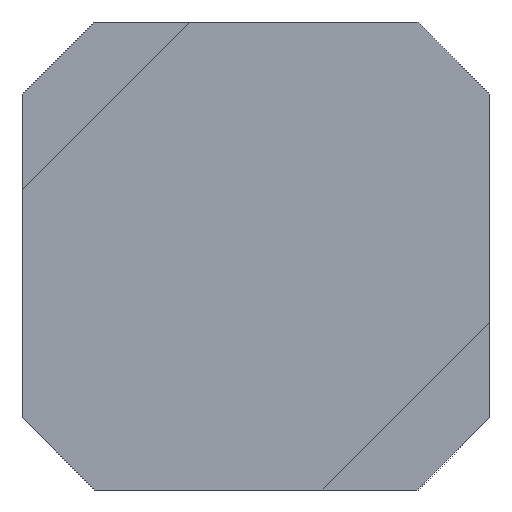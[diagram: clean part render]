
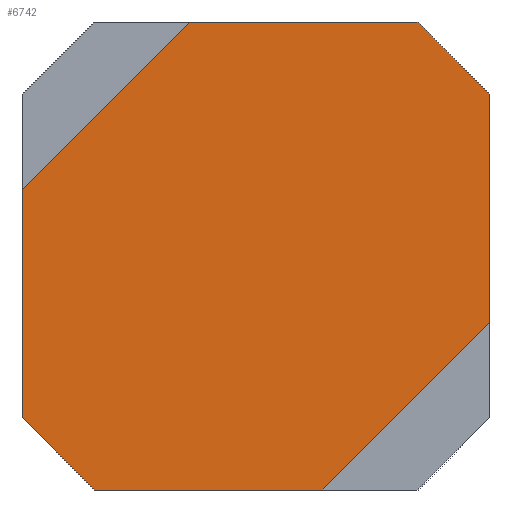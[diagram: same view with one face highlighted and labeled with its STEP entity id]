
A CAD part, front view. The second image highlights one B-rep face of the part: STEP entity #6742.
In plain terms, the highlighted planar face has unit normal (0, -1, 0).
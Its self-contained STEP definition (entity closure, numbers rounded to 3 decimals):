
#32 = CARTESIAN_POINT ( 'NONE',  ( -1.479, 0., 5.2 ) ) ;
#427 = DIRECTION ( 'NONE',  ( -0.707, 0., 0.707 ) ) ;
#436 = LINE ( 'NONE', #8043, #10627 ) ;
#438 = CARTESIAN_POINT ( 'NONE',  ( -5.2, 0., 1.479 ) ) ;
#573 = CARTESIAN_POINT ( 'NONE',  ( 5.2, 0., -1.479 ) ) ;
#679 = VECTOR ( 'NONE', #9271, 1000. ) ;
#700 = ORIENTED_EDGE ( 'NONE', *, *, #7827, .F. ) ;
#1554 = ORIENTED_EDGE ( 'NONE', *, *, #9051, .F. ) ;
#1666 = VERTEX_POINT ( 'NONE', #8170 ) ;
#1841 = CARTESIAN_POINT ( 'NONE',  ( 8.54, 0., 1.862 ) ) ;
#1944 = VERTEX_POINT ( 'NONE', #32 ) ;
#2897 = EDGE_CURVE ( 'NONE', #13282, #10368, #14027, .T. ) ;
#3148 = DIRECTION ( 'NONE',  ( 0.707, 0., -0.707 ) ) ;
#3180 = LINE ( 'NONE', #13152, #8983 ) ;
#3194 = LINE ( 'NONE', #10467, #8993 ) ;
#3282 = VERTEX_POINT ( 'NONE', #13599 ) ;
#3337 = DIRECTION ( 'NONE',  ( 0., 0., -1. ) ) ;
#3478 = ORIENTED_EDGE ( 'NONE', *, *, #10720, .F. ) ;
#3767 = VERTEX_POINT ( 'NONE', #573 ) ;
#3853 = VECTOR ( 'NONE', #3337, 1000. ) ;
#4435 = EDGE_CURVE ( 'NONE', #3767, #1666, #12091, .T. ) ;
#4883 = ORIENTED_EDGE ( 'NONE', *, *, #4435, .F. ) ;
#5650 = FACE_OUTER_BOUND ( 'NONE', #13284, .T. ) ;
#5835 = DIRECTION ( 'NONE',  ( 0., 0., -1. ) ) ;
#6280 = AXIS2_PLACEMENT_3D ( 'NONE', #11238, #12342, #5835 ) ;
#6528 = CARTESIAN_POINT ( 'NONE',  ( 1.862, 0., 8.54 ) ) ;
#6636 = DIRECTION ( 'NONE',  ( 1., 0., 0. ) ) ;
#6742 = ADVANCED_FACE ( 'NONE', ( #5650 ), #10067, .T. ) ;
#6745 = LINE ( 'NONE', #9855, #3853 ) ;
#7354 = CARTESIAN_POINT ( 'NONE',  ( 5.2, 0., 3.6 ) ) ;
#7376 = EDGE_CURVE ( 'NONE', #1944, #7760, #10390, .T. ) ;
#7480 = VERTEX_POINT ( 'NONE', #12014 ) ;
#7717 = ORIENTED_EDGE ( 'NONE', *, *, #7376, .T. ) ;
#7760 = VERTEX_POINT ( 'NONE', #438 ) ;
#7827 = EDGE_CURVE ( 'NONE', #7480, #7760, #3194, .T. ) ;
#8043 = CARTESIAN_POINT ( 'NONE',  ( -5.2, 0., -3.6 ) ) ;
#8170 = CARTESIAN_POINT ( 'NONE',  ( 1.479, 0., -5.2 ) ) ;
#8367 = DIRECTION ( 'NONE',  ( -0.707, 0., -0.707 ) ) ;
#8375 = ORIENTED_EDGE ( 'NONE', *, *, #2897, .F. ) ;
#8983 = VECTOR ( 'NONE', #6636, 1000. ) ;
#8993 = VECTOR ( 'NONE', #13569, 1000. ) ;
#9051 = EDGE_CURVE ( 'NONE', #1666, #3282, #11871, .T. ) ;
#9215 = EDGE_CURVE ( 'NONE', #1944, #13282, #3180, .T. ) ;
#9271 = DIRECTION ( 'NONE',  ( -1., 0., 0. ) ) ;
#9687 = VECTOR ( 'NONE', #9788, 1000. ) ;
#9788 = DIRECTION ( 'NONE',  ( -0.707, 0., -0.707 ) ) ;
#9800 = ORIENTED_EDGE ( 'NONE', *, *, #14117, .F. ) ;
#9855 = CARTESIAN_POINT ( 'NONE',  ( 5.2, 0., 3.6 ) ) ;
#10067 = PLANE ( 'NONE',  #6280 ) ;
#10181 = ORIENTED_EDGE ( 'NONE', *, *, #9215, .F. ) ;
#10247 = VECTOR ( 'NONE', #8367, 1000. ) ;
#10368 = VERTEX_POINT ( 'NONE', #7354 ) ;
#10390 = LINE ( 'NONE', #6528, #9687 ) ;
#10467 = CARTESIAN_POINT ( 'NONE',  ( -5.2, 0., 3.6 ) ) ;
#10627 = VECTOR ( 'NONE', #427, 1000. ) ;
#10720 = EDGE_CURVE ( 'NONE', #10368, #3767, #6745, .T. ) ;
#11238 = CARTESIAN_POINT ( 'NONE',  ( 0., 0., 0. ) ) ;
#11241 = CARTESIAN_POINT ( 'NONE',  ( 3.6, 0., 5.2 ) ) ;
#11871 = LINE ( 'NONE', #13404, #679 ) ;
#12014 = CARTESIAN_POINT ( 'NONE',  ( -5.2, 0., -3.6 ) ) ;
#12091 = LINE ( 'NONE', #1841, #10247 ) ;
#12342 = DIRECTION ( 'NONE',  ( 0., -1., 0. ) ) ;
#13152 = CARTESIAN_POINT ( 'NONE',  ( -3.6, 0., 5.2 ) ) ;
#13282 = VERTEX_POINT ( 'NONE', #11241 ) ;
#13284 = EDGE_LOOP ( 'NONE', ( #1554, #4883, #3478, #8375, #10181, #7717, #700, #9800 ) ) ;
#13404 = CARTESIAN_POINT ( 'NONE',  ( -3.6, 0., -5.2 ) ) ;
#13569 = DIRECTION ( 'NONE',  ( 0., 0., 1. ) ) ;
#13599 = CARTESIAN_POINT ( 'NONE',  ( -3.6, 0., -5.2 ) ) ;
#13706 = VECTOR ( 'NONE', #3148, 1000. ) ;
#14007 = CARTESIAN_POINT ( 'NONE',  ( 5.2, 0., 3.6 ) ) ;
#14027 = LINE ( 'NONE', #14007, #13706 ) ;
#14117 = EDGE_CURVE ( 'NONE', #3282, #7480, #436, .T. ) ;
